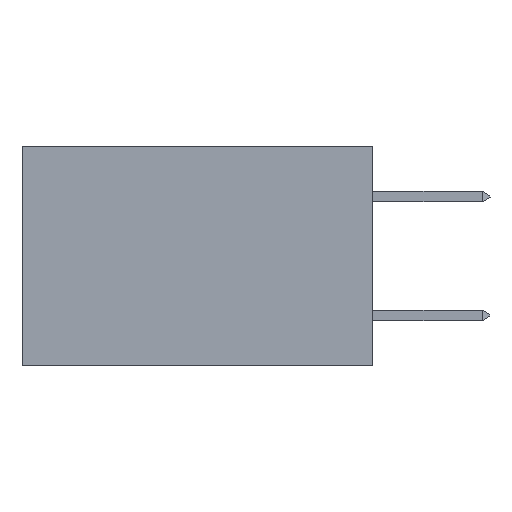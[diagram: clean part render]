
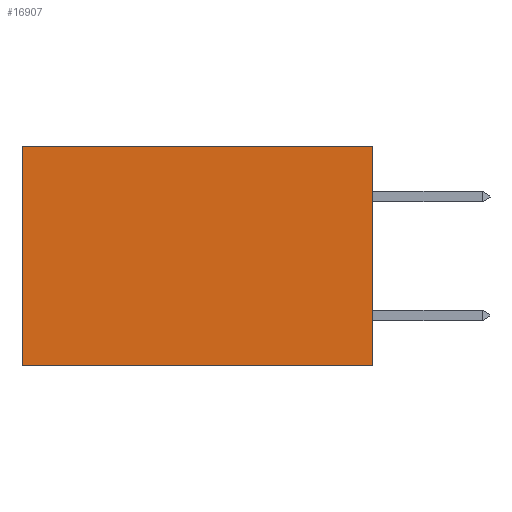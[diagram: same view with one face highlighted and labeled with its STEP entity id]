
A CAD part, left-side view. The second image highlights one B-rep face of the part: STEP entity #16907.
In plain terms, the highlighted planar face has unit normal (-1, 0, 0).
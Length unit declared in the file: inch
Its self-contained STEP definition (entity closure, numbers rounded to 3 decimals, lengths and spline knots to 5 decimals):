
#97 = DIRECTION ( 'NONE',  ( 0., 1., 0. ) ) ;
#969 = EDGE_CURVE ( 'NONE', #3238, #9404, #9334, .T. ) ;
#1448 = VECTOR ( 'NONE', #97, 39.37008 ) ;
#1757 = EDGE_CURVE ( 'NONE', #16179, #11068, #19852, .T. ) ;
#2248 = CARTESIAN_POINT ( 'NONE',  ( 0.277, 0., -0.37 ) ) ;
#3238 = VERTEX_POINT ( 'NONE', #10312 ) ;
#4593 = LINE ( 'NONE', #8304, #5086 ) ;
#4823 = PLANE ( 'NONE',  #9545 ) ;
#5086 = VECTOR ( 'NONE', #11356, 39.37008 ) ;
#5830 = CARTESIAN_POINT ( 'NONE',  ( 0.277, 0.59, -0.37 ) ) ;
#6422 = DIRECTION ( 'NONE',  ( 1., 0., 0. ) ) ;
#7112 = VECTOR ( 'NONE', #7445, 39.37008 ) ;
#7309 = CARTESIAN_POINT ( 'NONE',  ( 0.277, 0., 0. ) ) ;
#7445 = DIRECTION ( 'NONE',  ( 0., 0., -1. ) ) ;
#7618 = LINE ( 'NONE', #5830, #7112 ) ;
#8079 = VECTOR ( 'NONE', #15477, 39.37008 ) ;
#8304 = CARTESIAN_POINT ( 'NONE',  ( 0.277, 0., -0.37 ) ) ;
#8460 = FACE_OUTER_BOUND ( 'NONE', #10279, .T. ) ;
#9334 = LINE ( 'NONE', #2248, #1448 ) ;
#9404 = VERTEX_POINT ( 'NONE', #14865 ) ;
#9545 = AXIS2_PLACEMENT_3D ( 'NONE', #11084, #6422, #17259 ) ;
#10279 = EDGE_LOOP ( 'NONE', ( #18965, #12734, #14651, #16591 ) ) ;
#10312 = CARTESIAN_POINT ( 'NONE',  ( 0.277, 0., -0.37 ) ) ;
#11068 = VERTEX_POINT ( 'NONE', #15495 ) ;
#11084 = CARTESIAN_POINT ( 'NONE',  ( 0.277, 0., -0.37 ) ) ;
#11356 = DIRECTION ( 'NONE',  ( 0., 0., -1. ) ) ;
#12734 = ORIENTED_EDGE ( 'NONE', *, *, #969, .F. ) ;
#14275 = EDGE_CURVE ( 'NONE', #11068, #9404, #7618, .T. ) ;
#14651 = ORIENTED_EDGE ( 'NONE', *, *, #18413, .F. ) ;
#14865 = CARTESIAN_POINT ( 'NONE',  ( 0.277, 0.59, -0.37 ) ) ;
#15477 = DIRECTION ( 'NONE',  ( 0., 1., 0. ) ) ;
#15495 = CARTESIAN_POINT ( 'NONE',  ( 0.277, 0.59, 0. ) ) ;
#16179 = VERTEX_POINT ( 'NONE', #7309 ) ;
#16469 = CARTESIAN_POINT ( 'NONE',  ( 0.277, 0., 0. ) ) ;
#16591 = ORIENTED_EDGE ( 'NONE', *, *, #1757, .T. ) ;
#16907 = ADVANCED_FACE ( 'NONE', ( #8460 ), #4823, .F. ) ;
#17259 = DIRECTION ( 'NONE',  ( 0., 0., -1. ) ) ;
#18413 = EDGE_CURVE ( 'NONE', #16179, #3238, #4593, .T. ) ;
#18965 = ORIENTED_EDGE ( 'NONE', *, *, #14275, .T. ) ;
#19852 = LINE ( 'NONE', #16469, #8079 ) ;
